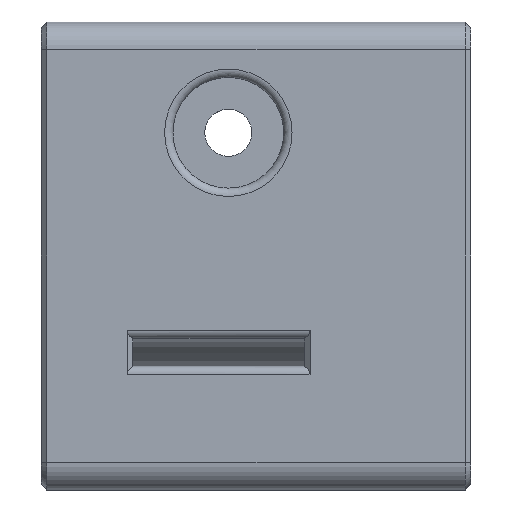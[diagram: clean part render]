
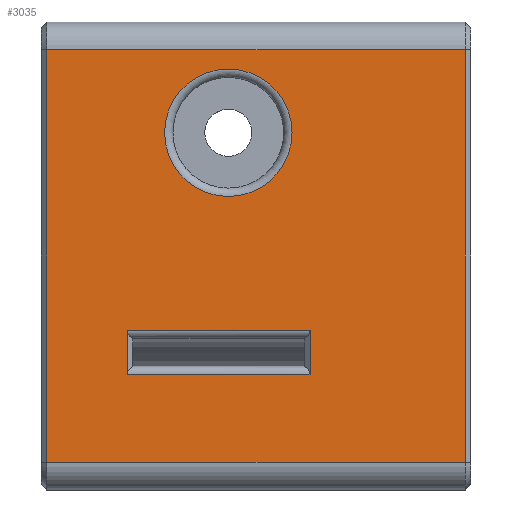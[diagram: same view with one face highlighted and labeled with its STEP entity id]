
A CAD part, left-side view. The second image highlights one B-rep face of the part: STEP entity #3035.
In plain terms, the highlighted planar face has unit normal (-1, 0, 0).
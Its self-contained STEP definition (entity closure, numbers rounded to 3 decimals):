
#147=FACE_BOUND('',#942,.T.);
#148=FACE_BOUND('',#943,.T.);
#193=LINE('',#4795,#451);
#194=LINE('',#4797,#452);
#195=LINE('',#4799,#453);
#196=LINE('',#4800,#454);
#197=LINE('',#4803,#455);
#198=LINE('',#4805,#456);
#199=LINE('',#4807,#457);
#200=LINE('',#4808,#458);
#451=VECTOR('',#3683,10.);
#452=VECTOR('',#3684,10.);
#453=VECTOR('',#3685,10.);
#454=VECTOR('',#3686,10.);
#455=VECTOR('',#3687,10.);
#456=VECTOR('',#3688,10.);
#457=VECTOR('',#3689,10.);
#458=VECTOR('',#3690,10.);
#683=PLANE('',#3250);
#756=FACE_OUTER_BOUND('',#941,.T.);
#941=EDGE_LOOP('',(#2146,#2147,#2148,#2149));
#942=EDGE_LOOP('',(#2150,#2151,#2152,#2153));
#943=EDGE_LOOP('',(#2154));
#1145=CIRCLE('',#3246,4.6);
#1362=VERTEX_POINT('',#4785);
#1365=VERTEX_POINT('',#4793);
#1366=VERTEX_POINT('',#4794);
#1367=VERTEX_POINT('',#4796);
#1368=VERTEX_POINT('',#4798);
#1369=VERTEX_POINT('',#4801);
#1370=VERTEX_POINT('',#4802);
#1371=VERTEX_POINT('',#4804);
#1372=VERTEX_POINT('',#4806);
#1656=EDGE_CURVE('',#1362,#1362,#1145,.T.);
#1660=EDGE_CURVE('',#1365,#1366,#193,.T.);
#1661=EDGE_CURVE('',#1367,#1365,#194,.T.);
#1662=EDGE_CURVE('',#1368,#1367,#195,.T.);
#1663=EDGE_CURVE('',#1366,#1368,#196,.T.);
#1664=EDGE_CURVE('',#1369,#1370,#197,.T.);
#1665=EDGE_CURVE('',#1371,#1369,#198,.T.);
#1666=EDGE_CURVE('',#1372,#1371,#199,.T.);
#1667=EDGE_CURVE('',#1370,#1372,#200,.T.);
#2146=ORIENTED_EDGE('',*,*,#1660,.F.);
#2147=ORIENTED_EDGE('',*,*,#1661,.F.);
#2148=ORIENTED_EDGE('',*,*,#1662,.F.);
#2149=ORIENTED_EDGE('',*,*,#1663,.F.);
#2150=ORIENTED_EDGE('',*,*,#1664,.F.);
#2151=ORIENTED_EDGE('',*,*,#1665,.F.);
#2152=ORIENTED_EDGE('',*,*,#1666,.F.);
#2153=ORIENTED_EDGE('',*,*,#1667,.F.);
#2154=ORIENTED_EDGE('',*,*,#1656,.F.);
#3035=ADVANCED_FACE('',(#756,#147,#148),#683,.T.);
#3246=AXIS2_PLACEMENT_3D('',#4786,#3673,#3674);
#3250=AXIS2_PLACEMENT_3D('',#4792,#3681,#3682);
#3673=DIRECTION('center_axis',(-1.,0.,0.));
#3674=DIRECTION('ref_axis',(0.,1.,0.));
#3681=DIRECTION('center_axis',(-1.,0.,0.));
#3682=DIRECTION('ref_axis',(0.,0.,1.));
#3683=DIRECTION('',(0.,0.,-1.));
#3684=DIRECTION('',(0.,-1.,0.));
#3685=DIRECTION('',(0.,0.,1.));
#3686=DIRECTION('',(0.,1.,0.));
#3687=DIRECTION('',(0.,1.,0.));
#3688=DIRECTION('',(0.,0.,1.));
#3689=DIRECTION('',(0.,-1.,0.));
#3690=DIRECTION('',(0.,0.,-1.));
#4785=CARTESIAN_POINT('',(-23.,17.5,11.6));
#4786=CARTESIAN_POINT('Origin',(-23.,17.5,7.));
#4792=CARTESIAN_POINT('Origin',(-23.,0.,-18.8));
#4793=CARTESIAN_POINT('',(-23.,0.4,13.));
#4794=CARTESIAN_POINT('',(-23.,0.4,-16.8));
#4795=CARTESIAN_POINT('',(-23.,0.4,-10.35));
#4796=CARTESIAN_POINT('',(-23.,30.6,13.));
#4797=CARTESIAN_POINT('',(-23.,0.,13.));
#4798=CARTESIAN_POINT('',(-23.,30.6,-16.8));
#4799=CARTESIAN_POINT('',(-23.,30.6,-10.35));
#4800=CARTESIAN_POINT('',(-23.,0.,-16.8));
#4801=CARTESIAN_POINT('',(-23.,11.6,-7.25));
#4802=CARTESIAN_POINT('',(-23.,24.8,-7.25));
#4803=CARTESIAN_POINT('',(-23.,6.,-7.25));
#4804=CARTESIAN_POINT('',(-23.,11.6,-10.45));
#4805=CARTESIAN_POINT('',(-23.,11.6,-13.55));
#4806=CARTESIAN_POINT('',(-23.,24.8,-10.45));
#4807=CARTESIAN_POINT('',(-23.,6.,-10.45));
#4808=CARTESIAN_POINT('',(-23.,24.8,-13.55));
